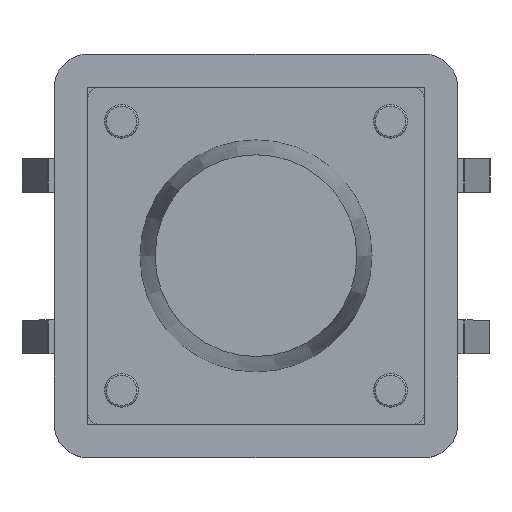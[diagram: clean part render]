
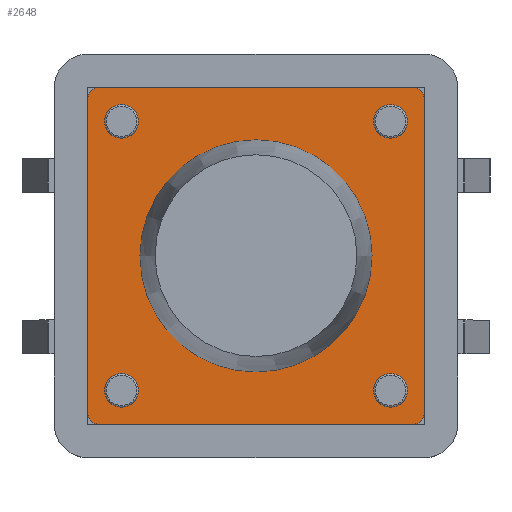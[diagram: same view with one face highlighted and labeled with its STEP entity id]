
A CAD part, top view. The second image highlights one B-rep face of the part: STEP entity #2648.
In plain terms, the highlighted planar face has unit normal (0, 0, 1).
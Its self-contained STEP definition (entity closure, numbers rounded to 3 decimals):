
#85=FACE_BOUND('',#471,.T.);
#86=FACE_BOUND('',#472,.T.);
#87=FACE_BOUND('',#473,.T.);
#88=FACE_BOUND('',#474,.T.);
#89=FACE_BOUND('',#475,.T.);
#140=CIRCLE('',#2857,0.3);
#150=CIRCLE('',#2870,0.3);
#151=CIRCLE('',#2873,0.3);
#152=CIRCLE('',#2875,0.3);
#153=CIRCLE('',#2877,0.5);
#154=CIRCLE('',#2879,0.5);
#155=CIRCLE('',#2881,0.5);
#156=CIRCLE('',#2883,0.5);
#157=CIRCLE('',#2885,3.45);
#300=FACE_OUTER_BOUND('',#470,.T.);
#470=EDGE_LOOP('',(#2305,#2306,#2307,#2308,#2309,#2310,#2311,#2312));
#471=EDGE_LOOP('',(#2313));
#472=EDGE_LOOP('',(#2314));
#473=EDGE_LOOP('',(#2315));
#474=EDGE_LOOP('',(#2316));
#475=EDGE_LOOP('',(#2317));
#746=LINE('',#4260,#1045);
#752=LINE('',#4291,#1051);
#761=LINE('',#4322,#1060);
#762=LINE('',#4324,#1061);
#1045=VECTOR('',#3468,10.);
#1051=VECTOR('',#3498,10.);
#1060=VECTOR('',#3537,10.);
#1061=VECTOR('',#3540,10.);
#1275=VERTEX_POINT('',#4247);
#1276=VERTEX_POINT('',#4248);
#1280=VERTEX_POINT('',#4258);
#1291=VERTEX_POINT('',#4284);
#1292=VERTEX_POINT('',#4285);
#1293=VERTEX_POINT('',#4290);
#1294=VERTEX_POINT('',#4294);
#1295=VERTEX_POINT('',#4298);
#1296=VERTEX_POINT('',#4302);
#1297=VERTEX_POINT('',#4306);
#1298=VERTEX_POINT('',#4310);
#1299=VERTEX_POINT('',#4314);
#1300=VERTEX_POINT('',#4318);
#1606=EDGE_CURVE('',#1275,#1276,#140,.T.);
#1612=EDGE_CURVE('',#1275,#1280,#746,.T.);
#1624=EDGE_CURVE('',#1291,#1292,#150,.T.);
#1627=EDGE_CURVE('',#1293,#1292,#752,.T.);
#1629=EDGE_CURVE('',#1293,#1294,#151,.T.);
#1631=EDGE_CURVE('',#1295,#1280,#152,.T.);
#1633=EDGE_CURVE('',#1296,#1296,#153,.T.);
#1635=EDGE_CURVE('',#1297,#1297,#154,.T.);
#1637=EDGE_CURVE('',#1298,#1298,#155,.T.);
#1639=EDGE_CURVE('',#1299,#1299,#156,.T.);
#1641=EDGE_CURVE('',#1300,#1300,#157,.T.);
#1643=EDGE_CURVE('',#1295,#1294,#761,.T.);
#1644=EDGE_CURVE('',#1291,#1276,#762,.T.);
#2305=ORIENTED_EDGE('',*,*,#1606,.F.);
#2306=ORIENTED_EDGE('',*,*,#1612,.T.);
#2307=ORIENTED_EDGE('',*,*,#1631,.F.);
#2308=ORIENTED_EDGE('',*,*,#1643,.T.);
#2309=ORIENTED_EDGE('',*,*,#1629,.F.);
#2310=ORIENTED_EDGE('',*,*,#1627,.T.);
#2311=ORIENTED_EDGE('',*,*,#1624,.F.);
#2312=ORIENTED_EDGE('',*,*,#1644,.T.);
#2313=ORIENTED_EDGE('',*,*,#1639,.T.);
#2314=ORIENTED_EDGE('',*,*,#1633,.T.);
#2315=ORIENTED_EDGE('',*,*,#1635,.T.);
#2316=ORIENTED_EDGE('',*,*,#1637,.T.);
#2317=ORIENTED_EDGE('',*,*,#1641,.T.);
#2510=PLANE('',#2888);
#2648=ADVANCED_FACE('',(#300,#85,#86,#87,#88,#89),#2510,.T.);
#2857=AXIS2_PLACEMENT_3D('',#4249,#3458,#3459);
#2870=AXIS2_PLACEMENT_3D('',#4286,#3492,#3493);
#2873=AXIS2_PLACEMENT_3D('',#4295,#3502,#3503);
#2875=AXIS2_PLACEMENT_3D('',#4299,#3507,#3508);
#2877=AXIS2_PLACEMENT_3D('',#4303,#3512,#3513);
#2879=AXIS2_PLACEMENT_3D('',#4307,#3517,#3518);
#2881=AXIS2_PLACEMENT_3D('',#4311,#3522,#3523);
#2883=AXIS2_PLACEMENT_3D('',#4315,#3527,#3528);
#2885=AXIS2_PLACEMENT_3D('',#4319,#3532,#3533);
#2888=AXIS2_PLACEMENT_3D('',#4325,#3541,#3542);
#3458=DIRECTION('center_axis',(0.,0.,-1.));
#3459=DIRECTION('ref_axis',(-0.707,0.707,0.));
#3468=DIRECTION('',(0.,-1.,0.));
#3492=DIRECTION('center_axis',(0.,0.,-1.));
#3493=DIRECTION('ref_axis',(0.707,0.707,0.));
#3498=DIRECTION('',(0.,1.,0.));
#3502=DIRECTION('center_axis',(0.,0.,-1.));
#3503=DIRECTION('ref_axis',(0.707,-0.707,0.));
#3507=DIRECTION('center_axis',(0.,0.,-1.));
#3508=DIRECTION('ref_axis',(-0.707,-0.707,0.));
#3512=DIRECTION('center_axis',(0.,0.,-1.));
#3513=DIRECTION('ref_axis',(-1.,0.,0.));
#3517=DIRECTION('center_axis',(0.,0.,-1.));
#3518=DIRECTION('ref_axis',(-1.,0.,0.));
#3522=DIRECTION('center_axis',(0.,0.,-1.));
#3523=DIRECTION('ref_axis',(-1.,0.,0.));
#3527=DIRECTION('center_axis',(0.,0.,-1.));
#3528=DIRECTION('ref_axis',(-1.,0.,0.));
#3532=DIRECTION('center_axis',(0.,0.,-1.));
#3533=DIRECTION('ref_axis',(-1.,0.,0.));
#3537=DIRECTION('',(1.,0.,0.));
#3540=DIRECTION('',(-1.,0.,0.));
#3541=DIRECTION('center_axis',(0.,0.,1.));
#3542=DIRECTION('ref_axis',(-1.,0.,0.));
#4247=CARTESIAN_POINT('',(-5.,4.7,0.));
#4248=CARTESIAN_POINT('',(-4.7,5.,0.));
#4249=CARTESIAN_POINT('Origin',(-4.7,4.7,0.));
#4258=CARTESIAN_POINT('',(-5.,-4.7,0.));
#4260=CARTESIAN_POINT('',(-5.,5.,0.));
#4284=CARTESIAN_POINT('',(4.7,5.,0.));
#4285=CARTESIAN_POINT('',(5.,4.7,0.));
#4286=CARTESIAN_POINT('Origin',(4.7,4.7,0.));
#4290=CARTESIAN_POINT('',(5.,-4.7,0.));
#4291=CARTESIAN_POINT('',(5.,-5.,0.));
#4294=CARTESIAN_POINT('',(4.7,-5.,0.));
#4295=CARTESIAN_POINT('Origin',(4.7,-4.7,0.));
#4298=CARTESIAN_POINT('',(-4.7,-5.,0.));
#4299=CARTESIAN_POINT('Origin',(-4.7,-4.7,0.));
#4302=CARTESIAN_POINT('',(-3.5,4.,0.));
#4303=CARTESIAN_POINT('Origin',(-4.,4.,0.));
#4306=CARTESIAN_POINT('',(4.5,-4.,0.));
#4307=CARTESIAN_POINT('Origin',(4.,-4.,0.));
#4310=CARTESIAN_POINT('',(4.5,4.,0.));
#4311=CARTESIAN_POINT('Origin',(4.,4.,0.));
#4314=CARTESIAN_POINT('',(-3.5,-4.,0.));
#4315=CARTESIAN_POINT('Origin',(-4.,-4.,0.));
#4318=CARTESIAN_POINT('',(3.45,0.,0.));
#4319=CARTESIAN_POINT('Origin',(0.,0.,0.));
#4322=CARTESIAN_POINT('',(-5.,-5.,0.));
#4324=CARTESIAN_POINT('',(5.,5.,0.));
#4325=CARTESIAN_POINT('Origin',(0.,0.,0.));
